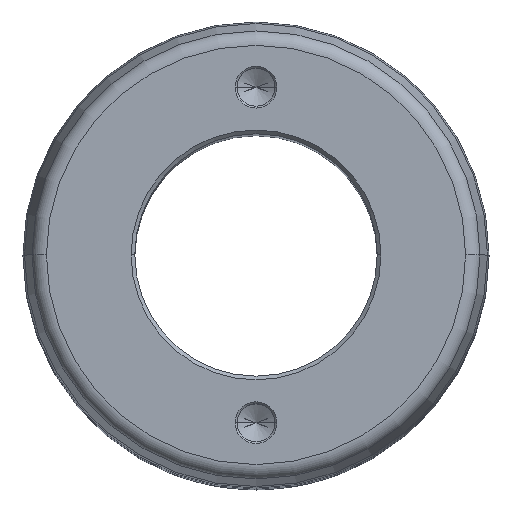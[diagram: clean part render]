
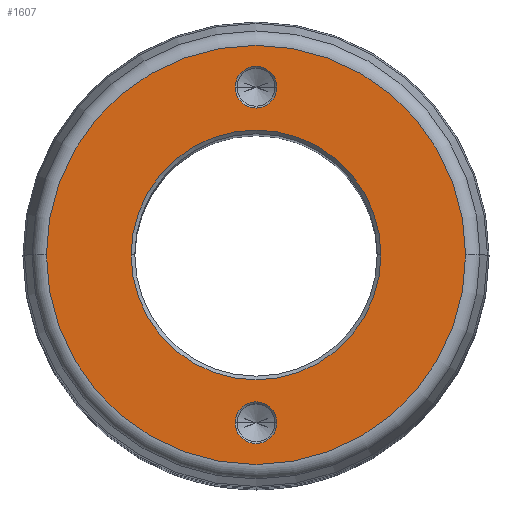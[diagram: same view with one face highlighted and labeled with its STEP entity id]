
A CAD part, top view. The second image highlights one B-rep face of the part: STEP entity #1607.
In plain terms, the highlighted planar face has unit normal (0, 0, 1).
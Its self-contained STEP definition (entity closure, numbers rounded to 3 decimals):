
#5 = VERTEX_POINT ( 'NONE', #2946 ) ;
#11 = EDGE_CURVE ( 'NONE', #5, #1633, #3495, .T. ) ;
#35 = FACE_OUTER_BOUND ( 'NONE', #1046, .T. ) ;
#79 = DIRECTION ( 'NONE',  ( 1., 0., 0. ) ) ;
#101 = CARTESIAN_POINT ( 'NONE',  ( 0., 0., 315. ) ) ;
#138 = VERTEX_POINT ( 'NONE', #2752 ) ;
#306 = FACE_BOUND ( 'NONE', #2472, .T. ) ;
#343 = DIRECTION ( 'NONE',  ( 0., 0., -1. ) ) ;
#378 = ORIENTED_EDGE ( 'NONE', *, *, #2177, .T. ) ;
#429 = CARTESIAN_POINT ( 'NONE',  ( -33.5, 0., 315. ) ) ;
#446 = AXIS2_PLACEMENT_3D ( 'NONE', #1126, #2238, #558 ) ;
#548 = ORIENTED_EDGE ( 'NONE', *, *, #1934, .T. ) ;
#558 = DIRECTION ( 'NONE',  ( 1., 0., 0. ) ) ;
#594 = AXIS2_PLACEMENT_3D ( 'NONE', #1533, #1802, #1859 ) ;
#703 = AXIS2_PLACEMENT_3D ( 'NONE', #1490, #2909, #1223 ) ;
#708 = CIRCLE ( 'NONE', #2804, 33.5 ) ;
#738 = CARTESIAN_POINT ( 'NONE',  ( 5.6, -45., 315. ) ) ;
#742 = DIRECTION ( 'NONE',  ( 0., 0., -1. ) ) ;
#752 = DIRECTION ( 'NONE',  ( 0., 0., 1. ) ) ;
#764 = ORIENTED_EDGE ( 'NONE', *, *, #2823, .T. ) ;
#856 = ORIENTED_EDGE ( 'NONE', *, *, #1843, .T. ) ;
#946 = AXIS2_PLACEMENT_3D ( 'NONE', #3455, #1710, #2574 ) ;
#1035 = EDGE_LOOP ( 'NONE', ( #856, #548 ) ) ;
#1046 = EDGE_LOOP ( 'NONE', ( #764, #1311 ) ) ;
#1126 = CARTESIAN_POINT ( 'NONE',  ( 0., 0., 315. ) ) ;
#1141 = AXIS2_PLACEMENT_3D ( 'NONE', #1527, #752, #2166 ) ;
#1223 = DIRECTION ( 'NONE',  ( 1., 0., 0. ) ) ;
#1240 = DIRECTION ( 'NONE',  ( 1., 0., 0. ) ) ;
#1280 = CIRCLE ( 'NONE', #446, 56.215 ) ;
#1311 = ORIENTED_EDGE ( 'NONE', *, *, #11, .T. ) ;
#1355 = EDGE_LOOP ( 'NONE', ( #378, #2261 ) ) ;
#1490 = CARTESIAN_POINT ( 'NONE',  ( 0., 0., 315. ) ) ;
#1527 = CARTESIAN_POINT ( 'NONE',  ( 0., 0., 315. ) ) ;
#1533 = CARTESIAN_POINT ( 'NONE',  ( 0., -45., 315. ) ) ;
#1535 = CIRCLE ( 'NONE', #2594, 5.6 ) ;
#1544 = EDGE_CURVE ( 'NONE', #1887, #3629, #2351, .T. ) ;
#1583 = CARTESIAN_POINT ( 'NONE',  ( 0., 45., 315. ) ) ;
#1607 = ADVANCED_FACE ( 'NONE', ( #3528, #2214, #306, #35 ), #2664, .T. ) ;
#1631 = CIRCLE ( 'NONE', #594, 5.6 ) ;
#1633 = VERTEX_POINT ( 'NONE', #3338 ) ;
#1660 = ORIENTED_EDGE ( 'NONE', *, *, #2250, .T. ) ;
#1710 = DIRECTION ( 'NONE',  ( 0., 0., -1. ) ) ;
#1802 = DIRECTION ( 'NONE',  ( 0., 0., -1. ) ) ;
#1811 = CIRCLE ( 'NONE', #3175, 33.5 ) ;
#1836 = CARTESIAN_POINT ( 'NONE',  ( -5.6, -45., 315. ) ) ;
#1843 = EDGE_CURVE ( 'NONE', #2673, #138, #2843, .T. ) ;
#1859 = DIRECTION ( 'NONE',  ( 1., 0., 0. ) ) ;
#1887 = VERTEX_POINT ( 'NONE', #1836 ) ;
#1934 = EDGE_CURVE ( 'NONE', #138, #2673, #1535, .T. ) ;
#2057 = CARTESIAN_POINT ( 'NONE',  ( 0., 0., 315. ) ) ;
#2094 = DIRECTION ( 'NONE',  ( 0., 0., -1. ) ) ;
#2096 = VERTEX_POINT ( 'NONE', #3154 ) ;
#2105 = EDGE_CURVE ( 'NONE', #2096, #2200, #1811, .T. ) ;
#2166 = DIRECTION ( 'NONE',  ( 1., 0., 0. ) ) ;
#2177 = EDGE_CURVE ( 'NONE', #3629, #1887, #1631, .T. ) ;
#2200 = VERTEX_POINT ( 'NONE', #429 ) ;
#2214 = FACE_BOUND ( 'NONE', #1035, .T. ) ;
#2238 = DIRECTION ( 'NONE',  ( 0., 0., 1. ) ) ;
#2250 = EDGE_CURVE ( 'NONE', #2200, #2096, #708, .T. ) ;
#2261 = ORIENTED_EDGE ( 'NONE', *, *, #1544, .T. ) ;
#2351 = CIRCLE ( 'NONE', #946, 5.6 ) ;
#2359 = CARTESIAN_POINT ( 'NONE',  ( 0., 45., 315. ) ) ;
#2379 = DIRECTION ( 'NONE',  ( 1., 0., 0. ) ) ;
#2417 = ORIENTED_EDGE ( 'NONE', *, *, #2105, .T. ) ;
#2472 = EDGE_LOOP ( 'NONE', ( #2417, #1660 ) ) ;
#2473 = AXIS2_PLACEMENT_3D ( 'NONE', #2359, #2937, #1240 ) ;
#2507 = CARTESIAN_POINT ( 'NONE',  ( 5.6, 45., 315. ) ) ;
#2574 = DIRECTION ( 'NONE',  ( 1., 0., 0. ) ) ;
#2594 = AXIS2_PLACEMENT_3D ( 'NONE', #1583, #742, #2726 ) ;
#2664 = PLANE ( 'NONE',  #1141 ) ;
#2673 = VERTEX_POINT ( 'NONE', #2507 ) ;
#2726 = DIRECTION ( 'NONE',  ( 1., 0., 0. ) ) ;
#2752 = CARTESIAN_POINT ( 'NONE',  ( -5.6, 45., 315. ) ) ;
#2804 = AXIS2_PLACEMENT_3D ( 'NONE', #101, #2094, #2379 ) ;
#2823 = EDGE_CURVE ( 'NONE', #1633, #5, #1280, .T. ) ;
#2843 = CIRCLE ( 'NONE', #2473, 5.6 ) ;
#2909 = DIRECTION ( 'NONE',  ( 0., 0., 1. ) ) ;
#2937 = DIRECTION ( 'NONE',  ( 0., 0., -1. ) ) ;
#2946 = CARTESIAN_POINT ( 'NONE',  ( -56.215, 0., 315. ) ) ;
#3154 = CARTESIAN_POINT ( 'NONE',  ( 33.5, 0., 315. ) ) ;
#3175 = AXIS2_PLACEMENT_3D ( 'NONE', #2057, #343, #79 ) ;
#3338 = CARTESIAN_POINT ( 'NONE',  ( 56.215, 0., 315. ) ) ;
#3455 = CARTESIAN_POINT ( 'NONE',  ( 0., -45., 315. ) ) ;
#3495 = CIRCLE ( 'NONE', #703, 56.215 ) ;
#3528 = FACE_BOUND ( 'NONE', #1355, .T. ) ;
#3629 = VERTEX_POINT ( 'NONE', #738 ) ;
